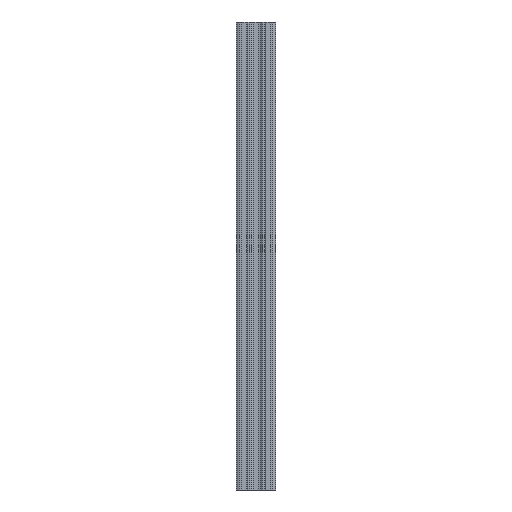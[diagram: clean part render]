
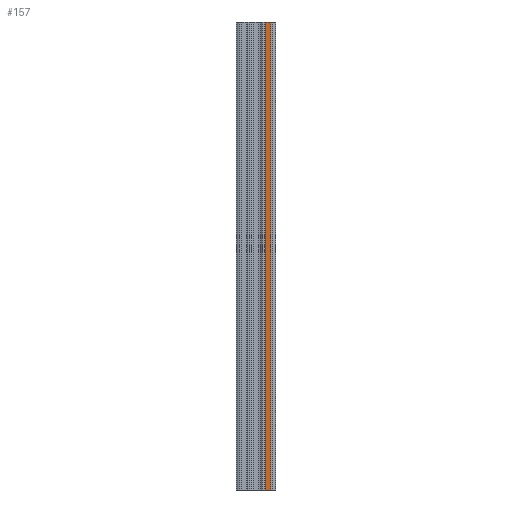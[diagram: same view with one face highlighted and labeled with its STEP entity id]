
A CAD part, left-side view. The second image highlights one B-rep face of the part: STEP entity #157.
In plain terms, the highlighted planar face has unit normal (-1, 0, 0).
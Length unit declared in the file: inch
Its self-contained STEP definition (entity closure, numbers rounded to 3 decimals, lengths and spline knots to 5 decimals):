
#157 = ADVANCED_FACE( '', ( #365 ), #366, .T. );
#365 = FACE_OUTER_BOUND( '', #624, .T. );
#366 = PLANE( '', #625 );
#624 = EDGE_LOOP( '', ( #1002, #1003, #1004, #1005 ) );
#625 = AXIS2_PLACEMENT_3D( '', #1006, #1007, #1008 );
#1002 = ORIENTED_EDGE( '', *, *, #1735, .F. );
#1003 = ORIENTED_EDGE( '', *, *, #1626, .F. );
#1004 = ORIENTED_EDGE( '', *, *, #1736, .T. );
#1005 = ORIENTED_EDGE( '', *, *, #1703, .T. );
#1006 = CARTESIAN_POINT( '', ( -0.5, -0.24933, -12. ) );
#1007 = DIRECTION( '', ( -1., 0., 0. ) );
#1008 = DIRECTION( '', ( 0., 0., 1. ) );
#1626 = EDGE_CURVE( '', #1957, #1952, #1959, .T. );
#1703 = EDGE_CURVE( '', #2090, #2088, #2091, .T. );
#1735 = EDGE_CURVE( '', #1952, #2088, #2144, .T. );
#1736 = EDGE_CURVE( '', #1957, #2090, #2145, .T. );
#1952 = VERTEX_POINT( '', #2443 );
#1957 = VERTEX_POINT( '', #2449 );
#1959 = LINE( '', #2451, #2452 );
#2088 = VERTEX_POINT( '', #2623 );
#2090 = VERTEX_POINT( '', #2625 );
#2091 = LINE( '', #2626, #2627 );
#2144 = LINE( '', #2697, #2698 );
#2145 = LINE( '', #2699, #2700 );
#2443 = CARTESIAN_POINT( '', ( -0.5, -0.24933, 0. ) );
#2449 = CARTESIAN_POINT( '', ( -0.5, -0.24933, -12. ) );
#2451 = CARTESIAN_POINT( '', ( -0.5, -0.24933, -12. ) );
#2452 = VECTOR( '', #3079, 39.37008 );
#2623 = CARTESIAN_POINT( '', ( -0.5, -0.376, 0. ) );
#2625 = CARTESIAN_POINT( '', ( -0.5, -0.376, -12. ) );
#2626 = CARTESIAN_POINT( '', ( -0.5, -0.376, -12. ) );
#2627 = VECTOR( '', #3173, 39.37008 );
#2697 = CARTESIAN_POINT( '', ( -0.5, -0.24933, 0. ) );
#2698 = VECTOR( '', #3212, 39.37008 );
#2699 = CARTESIAN_POINT( '', ( -0.5, -0.24933, -12. ) );
#2700 = VECTOR( '', #3213, 39.37008 );
#3079 = DIRECTION( '', ( 0., 0., 1. ) );
#3173 = DIRECTION( '', ( 0., 0., 1. ) );
#3212 = DIRECTION( '', ( 0., -1., 0. ) );
#3213 = DIRECTION( '', ( 0., -1., 0. ) );
